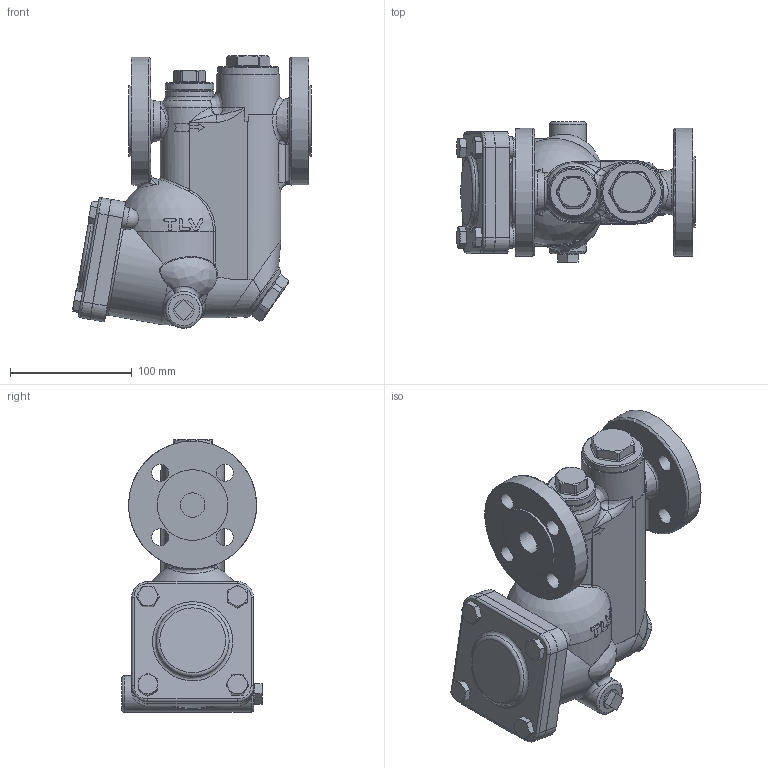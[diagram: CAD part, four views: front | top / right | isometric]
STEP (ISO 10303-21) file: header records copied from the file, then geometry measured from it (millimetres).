
FILE_DESCRIPTION((''),'2;1');
FILE_NAME('sj5nx-020-e0025-00.stp','2011-04-08T14:16:16',('knakanishi'),(''),'Autodesk Inventor 2008','Autodesk Inventor 2008','');
FILE_SCHEMA(('AUTOMOTIVE_DESIGN { 1 0 10303 214 1 1 1 1 }'));
Length unit declared in the file: millimetre
Products named in the file (1): sj5nx-020-e0025-00
Bounding box: 195.99 x 115 x 223.6 mm (x, y, z)
Volume: 1833839.2 mm3; surface area: 164057 mm2
Topology: 1 solids, 1 shells, 399 faces, 1012 edges, 627 vertices
Faces by surface type: plane 135, bspline 105, cylinder 96, cone 43, torus 10, sphere 10
Full cylindrical faces by diameter (mm): 14 x4, 16.6 x1, 20 x1, 25 x1, 30 x1, 30.232 x1, 35.675 x1, 40 x2, 50 x2, 52 x1, 58 x1, 75.103 x1, 105 x2
Entity records: 22200 total; most frequent: CARTESIAN_POINT 13632, ORIENTED_EDGE 1874, DIRECTION 1599, EDGE_CURVE 937, AXIS2_PLACEMENT_3D 648, VERTEX_POINT 601, EDGE_LOOP 482, FACE_OUTER_BOUND 399
